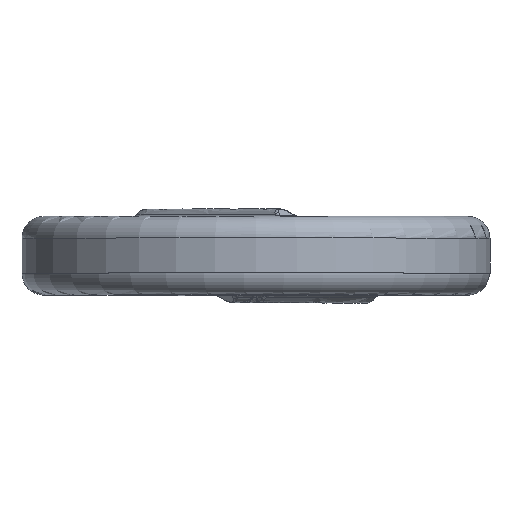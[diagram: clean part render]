
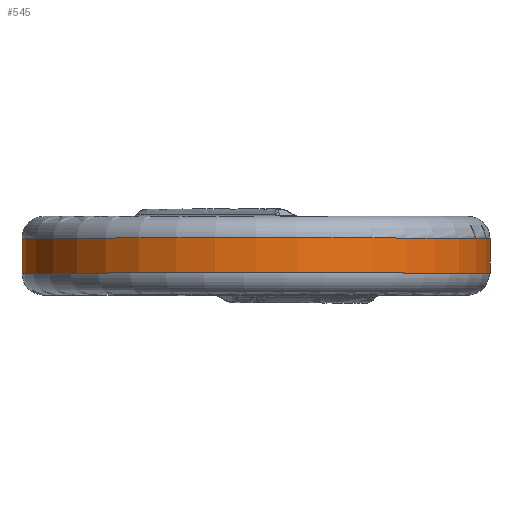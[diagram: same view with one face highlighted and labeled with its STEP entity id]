
A CAD part, top view. The second image highlights one B-rep face of the part: STEP entity #545.
In plain terms, the highlighted cylindrical face has radius 10.7 mm (diameter 21.4 mm), a full revolution.
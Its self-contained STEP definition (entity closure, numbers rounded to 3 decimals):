
#545 = ADVANCED_FACE( '', ( #1080, #1081 ), #1082, .T. );
#1080 = FACE_OUTER_BOUND( '', #4342, .T. );
#1081 = FACE_OUTER_BOUND( '', #4343, .T. );
#1082 = CYLINDRICAL_SURFACE( '', #4344, 10.7 );
#4342 = EDGE_LOOP( '', ( #9500 ) );
#4343 = EDGE_LOOP( '', ( #9501 ) );
#4344 = AXIS2_PLACEMENT_3D( '', #9502, #9503, #9504 );
#9500 = ORIENTED_EDGE( '', *, *, #12170, .T. );
#9501 = ORIENTED_EDGE( '', *, *, #12171, .F. );
#9502 = CARTESIAN_POINT( '', ( 0., -0.8, 0. ) );
#9503 = DIRECTION( '', ( 0., -1., 0. ) );
#9504 = DIRECTION( '', ( 0., 0., 1. ) );
#12170 = EDGE_CURVE( '', #13045, #13045, #13046, .T. );
#12171 = EDGE_CURVE( '', #13047, #13047, #13048, .T. );
#13045 = VERTEX_POINT( '', #17670 );
#13046 = CIRCLE( '', #17671, 10.7 );
#13047 = VERTEX_POINT( '', #17672 );
#13048 = CIRCLE( '', #17673, 10.7 );
#17670 = CARTESIAN_POINT( '', ( 10.7, -0.8, 0. ) );
#17671 = AXIS2_PLACEMENT_3D( '', #18820, #18821, #18822 );
#17672 = CARTESIAN_POINT( '', ( 10.7, 0.8, 0. ) );
#17673 = AXIS2_PLACEMENT_3D( '', #18823, #18824, #18825 );
#18820 = CARTESIAN_POINT( '', ( 0., -0.8, 0. ) );
#18821 = DIRECTION( '', ( 0., 1., 0. ) );
#18822 = DIRECTION( '', ( 1., 0., 0. ) );
#18823 = CARTESIAN_POINT( '', ( 0., 0.8, 0. ) );
#18824 = DIRECTION( '', ( 0., 1., 0. ) );
#18825 = DIRECTION( '', ( 1., 0., 0. ) );
